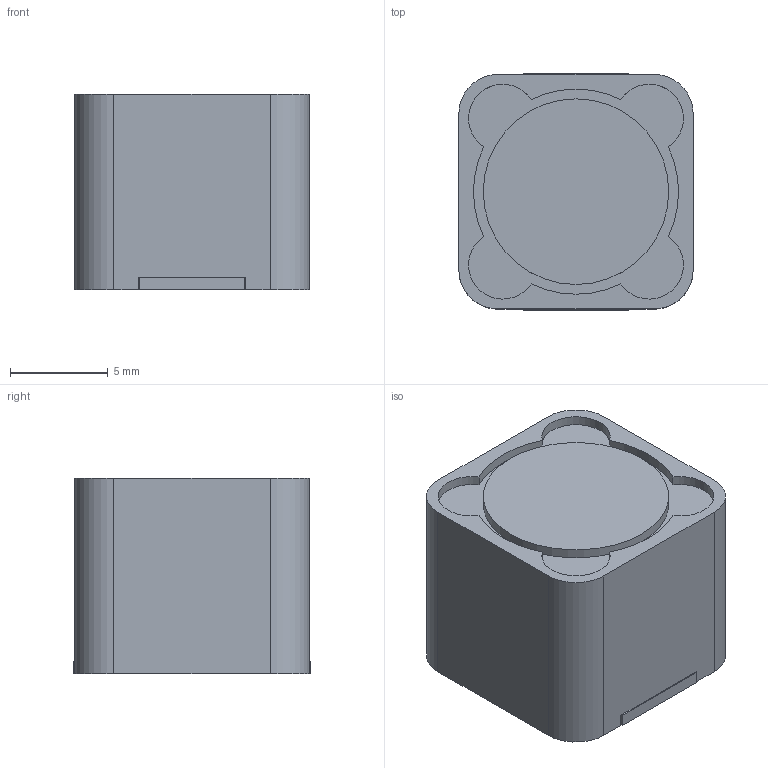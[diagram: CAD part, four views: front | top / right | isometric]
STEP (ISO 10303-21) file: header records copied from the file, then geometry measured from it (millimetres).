
FILE_DESCRIPTION(('FreeCAD Model'),'2;1');
FILE_NAME('Inductor_Coilcraft_MSS1210.stp','2019-08-18T06:18:58',('Author'),(''), 'Open CASCADE STEP processor 6.9','FreeCAD','Unknown');
FILE_SCHEMA(('AUTOMOTIVE_DESIGN { 1 0 10303 214 1 1 1 1 }'));
Length unit declared in the file: millimetre
Products named in the file (3): Body; Body001; Body002
Bounding box: 12 x 12.1 x 10 mm (x, y, z)
Volume: 1386.4 mm3; surface area: 857.2 mm2
Topology: 3 solids, 3 shells, 41 faces, 99 edges, 66 vertices
Faces by surface type: plane 28, cylinder 13
Full cylindrical faces by diameter (mm): 9.5 x1
Entity records: 2544 total; most frequent: DIRECTION 407, CARTESIAN_POINT 405, LINE 245, VECTOR 245, ORIENTED_EDGE 198, PCURVE 198, DEFINITIONAL_REPRESENTATION 198, EDGE_CURVE 99
